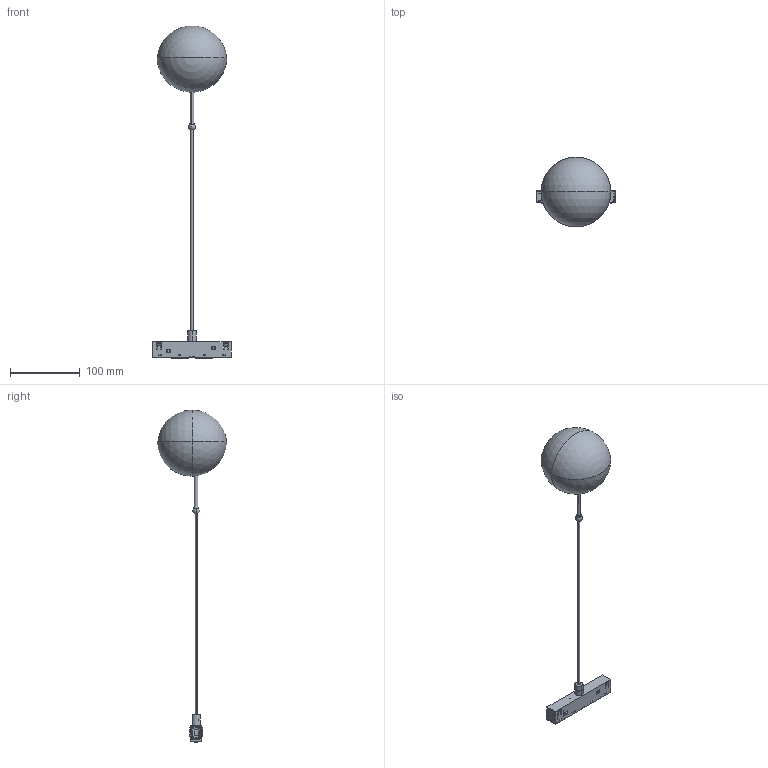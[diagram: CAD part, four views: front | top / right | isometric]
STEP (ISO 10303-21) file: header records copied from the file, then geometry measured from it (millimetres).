
FILE_DESCRIPTION (( 'STEP AP203' ), '1' );
FILE_NAME ('206-D1.STEP', '2022-08-18T00:39:21', ( 'User' ), ( 'China' ), 'SwSTEP 2.0', 'SolidWorks 2018', '' );
FILE_SCHEMA (( 'CONFIG_CONTROL_DESIGN' ));
Length unit declared in the file: millimetre
Products named in the file (38): 腑极蚾饜极-1; 光源支架-（恒坤-D45-透镜+透镜支架++盖板支架-E 黑光）; 囀鞠褒儂譙蹟佪-M4X5; 粟銅3; 一字和弧形压线板装配体; 絳萇肣え-A; 20傻遴萇埭碟; 牷啊裝; 殑嫖え; 棠沺郪璃; cable01; 棠柲唅蛌裔; 騷啞欶; 棠柲蛌唅挴誹; 短款电源盒上盖组件; 寡夔1201COB-X2215-13.2X13.2XT0.9-D5.5; 20短款电源盒装配体; 絳萇肣え-B; ｳﾁﾍｷﾊｮﾗﾖﾗﾔｹ･ﾂﾝﾋｿ  M3X5; 25X5X2棠沺; 磁吸驱动-普通款; 說倰揤盄標; 206-D1; 半球亚克力罩; 206-D1盓殤; 偌瑩苤粟銅; 棠柲唅蛌結遠; 傻遴萇埭碟奻裔; 坋趼埴芛儂佪-M3X6; 萇埭碟偌瑩; 半球灯体; 恒坤光源支架装配体; 腑极蚾饜极; 棠沺遺; 囀鞠褒埴芛儂佪-M3X6; 傻遴萇埭碟狟裔; 206-A1腑芠綴裔踡嘐璃; 206-D1賑雄璃
Assembly tree (50 placements, depth 6):
  206-D1
    腑极蚾饜极-1
      半球灯体
      206-D1賑雄璃
      206-D1盓殤
      牷啊裝
      腑极蚾饜极
        殑嫖え
        恒坤光源支架装配体
          光源支架-（恒坤-D45-透镜+透镜支架++盖板支架-E 黑光）
          寡夔1201COB-X2215-13.2X13.2XT0.9-D5.5
        一字和弧形压线板装配体
          坋趼埴芛儂佪-M3X6  x2
          說倰揤盄標
        囀鞠褒埴芛儂佪-M3X6  x2
      囀鞠褒埴芛儂佪-M3X6  x2
      坋趼埴芛儂佪-M3X6  x2
    半球亚克力罩
    騷啞欶
    20短款电源盒装配体
      20傻遴萇埭碟
        傻遴萇埭碟狟裔
        絳萇肣え-A  x2
        絳萇肣え-B  x2
        棠柲唅蛌裔
        棠柲蛌唅挴誹
        棠柲唅蛌結遠
        短款电源盒上盖组件
          傻遴萇埭碟奻裔
          棠沺郪璃  x2
            棠沺遺
            25X5X2棠沺
        磁吸驱动-普通款
        萇埭碟偌瑩
        ｳﾁﾍｷﾊｮﾗﾖﾗﾔｹ･ﾂﾝﾋｿ  M3X5  x2
        偌瑩苤粟銅
        粟銅3  x4
      206-A1腑芠綴裔踡嘐璃
      cable01
      囀鞠褒儂譙蹟佪-M4X5
Bounding box: 113 x 100 x 476.24 mm (x, y, z)
Volume: 197438.6 mm3; surface area: 146984 mm2
Topology: 44 solids, 52 shells, 2187 faces, 5633 edges, 3607 vertices
Faces by surface type: plane 1370, bspline 310, cylinder 299, cone 110, sphere 64, torus 34
Entity records: 73323 total; most frequent: CARTESIAN_POINT 24595, ORIENTED_EDGE 9648, DIRECTION 8390, EDGE_CURVE 4824, LINE 3458, VECTOR 3458, VERTEX_POINT 3140, AXIS2_PLACEMENT_3D 2466
